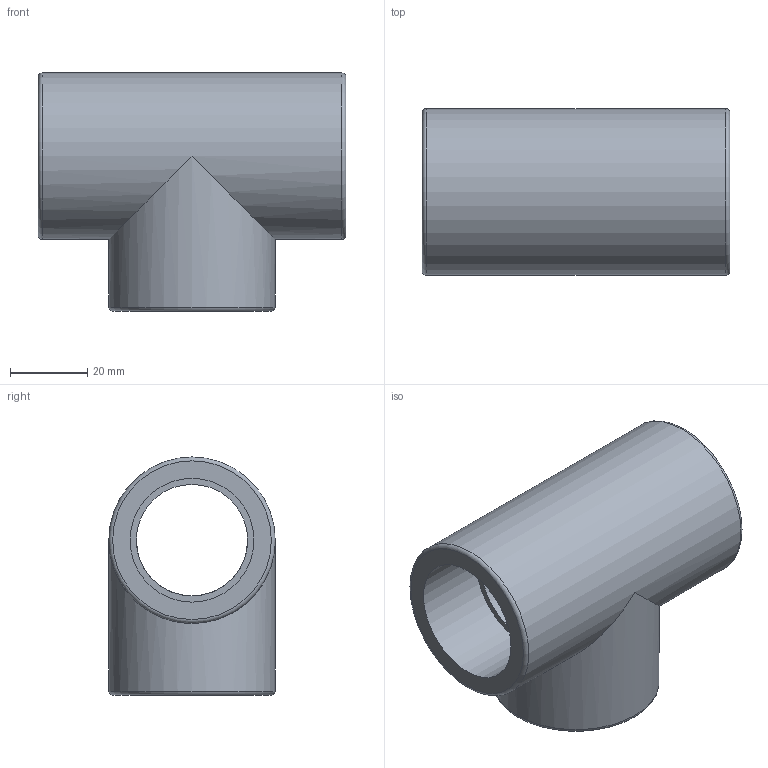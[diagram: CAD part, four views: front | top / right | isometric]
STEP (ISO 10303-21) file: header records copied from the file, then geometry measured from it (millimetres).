
FILE_DESCRIPTION(/* description */ ('PE100 Equal Tee for socket welding, Ø32, PN16'),/* implementation_level */ '2;1');
FILE_NAME(/* name */ 'TIE-RC-032.ipt.stp',/* time_stamp */ '2023-01-10T16:16:59+01:00',/* author */ ('COAB Solutions'),/* organization */ ('GPA Flowsystem'),/* preprocessor_version */ 'ST-DEVELOPER v18.1',/* originating_system */ 'Autodesk Inventor 2021',/* authorisation */ '');
FILE_SCHEMA (('AUTOMOTIVE_DESIGN { 1 0 10303 214 3 1 1 }'));
Length unit declared in the file: millimetre
Products named in the file (1): TIE-RC-032
Bounding box: 79.5 x 43 x 61.5 mm (x, y, z)
Volume: 68125.9 mm3; surface area: 24719 mm2
Topology: 1 solids, 1 shells, 18 faces, 38 edges, 25 vertices
Faces by surface type: cylinder 8, plane 7, torus 3
Full cylindrical faces by diameter (mm): 28.8 x3, 32 x3, 43 x2
Entity records: 551 total; most frequent: DIRECTION 104, CARTESIAN_POINT 82, ORIENTED_EDGE 76, AXIS2_PLACEMENT_3D 47, EDGE_CURVE 38, EDGE_LOOP 25, VERTEX_POINT 25, CIRCLE 20
